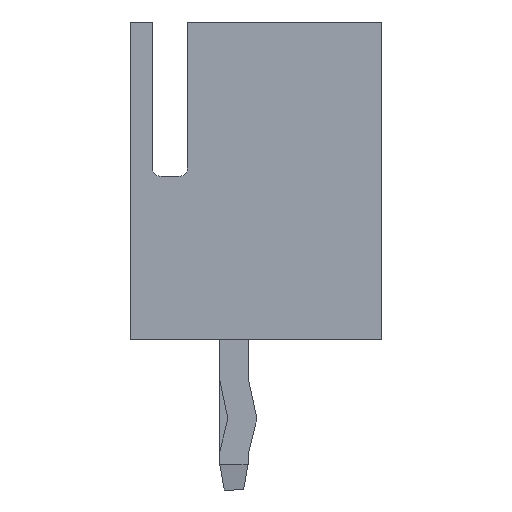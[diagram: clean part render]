
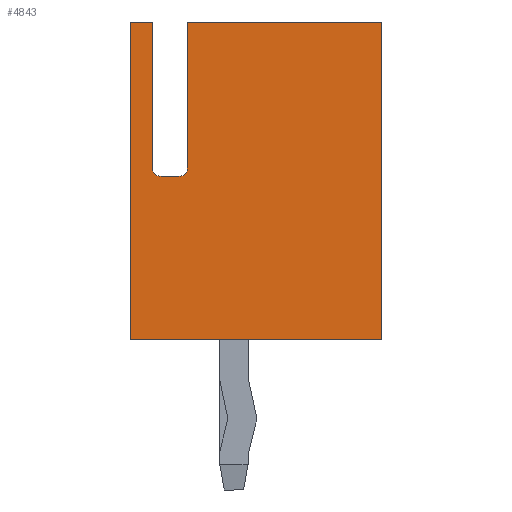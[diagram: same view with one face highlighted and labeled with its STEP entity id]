
A CAD part, left-side view. The second image highlights one B-rep face of the part: STEP entity #4843.
In plain terms, the highlighted planar face has unit normal (-1, 0, 0).
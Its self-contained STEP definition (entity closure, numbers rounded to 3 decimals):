
#37 = CARTESIAN_POINT ( 'NONE',  ( -21.25, 2.85, 7.2 ) ) ;
#69 = EDGE_CURVE ( 'NONE', #3839, #3640, #6033, .T. ) ;
#351 = EDGE_CURVE ( 'NONE', #5960, #3839, #2951, .T. ) ;
#423 = VERTEX_POINT ( 'NONE', #1989 ) ;
#486 = VECTOR ( 'NONE', #6212, 1000. ) ;
#564 = VECTOR ( 'NONE', #4891, 1000. ) ;
#596 = CARTESIAN_POINT ( 'NONE',  ( -21.25, -2.85, 0. ) ) ;
#640 = VERTEX_POINT ( 'NONE', #5166 ) ;
#643 = DIRECTION ( 'NONE',  ( 0., 0., -1. ) ) ;
#739 = ORIENTED_EDGE ( 'NONE', *, *, #2170, .F. ) ;
#974 = VERTEX_POINT ( 'NONE', #37 ) ;
#1021 = DIRECTION ( 'NONE',  ( 0., -1., 0. ) ) ;
#1079 = VECTOR ( 'NONE', #1021, 1000. ) ;
#1101 = AXIS2_PLACEMENT_3D ( 'NONE', #3303, #2823, #4964 ) ;
#1137 = CARTESIAN_POINT ( 'NONE',  ( -21.25, 1.75, 3.9 ) ) ;
#1149 = EDGE_CURVE ( 'NONE', #640, #5714, #2809, .T. ) ;
#1238 = CARTESIAN_POINT ( 'NONE',  ( -21.25, 1.75, 3.7 ) ) ;
#1505 = CARTESIAN_POINT ( 'NONE',  ( -21.25, 2.35, 7.2 ) ) ;
#1764 = VERTEX_POINT ( 'NONE', #3901 ) ;
#1814 = CARTESIAN_POINT ( 'NONE',  ( -21.25, -2.85, 7.2 ) ) ;
#1857 = CARTESIAN_POINT ( 'NONE',  ( -21.25, 2.15, 3.7 ) ) ;
#1920 = ORIENTED_EDGE ( 'NONE', *, *, #69, .F. ) ;
#1989 = CARTESIAN_POINT ( 'NONE',  ( -21.25, 2.35, 7.2 ) ) ;
#2039 = DIRECTION ( 'NONE',  ( -1., 0., 0. ) ) ;
#2088 = ORIENTED_EDGE ( 'NONE', *, *, #2960, .T. ) ;
#2124 = ORIENTED_EDGE ( 'NONE', *, *, #3624, .F. ) ;
#2125 = AXIS2_PLACEMENT_3D ( 'NONE', #3486, #3392, #3877 ) ;
#2170 = EDGE_CURVE ( 'NONE', #423, #1764, #4875, .T. ) ;
#2283 = DIRECTION ( 'NONE',  ( 0., -1., 0. ) ) ;
#2298 = CARTESIAN_POINT ( 'NONE',  ( -21.25, -2.85, 7.2 ) ) ;
#2321 = LINE ( 'NONE', #1814, #3153 ) ;
#2388 = LINE ( 'NONE', #5223, #5747 ) ;
#2415 = ORIENTED_EDGE ( 'NONE', *, *, #4413, .T. ) ;
#2529 = DIRECTION ( 'NONE',  ( 0., 0., -1. ) ) ;
#2648 = VECTOR ( 'NONE', #2283, 1000. ) ;
#2767 = LINE ( 'NONE', #2794, #2648 ) ;
#2788 = EDGE_CURVE ( 'NONE', #2839, #640, #2321, .T. ) ;
#2794 = CARTESIAN_POINT ( 'NONE',  ( -21.25, -2.85, 7.2 ) ) ;
#2809 = LINE ( 'NONE', #2298, #5908 ) ;
#2823 = DIRECTION ( 'NONE',  ( -1., 0., 0. ) ) ;
#2839 = VERTEX_POINT ( 'NONE', #3283 ) ;
#2951 = LINE ( 'NONE', #6368, #1079 ) ;
#2960 = EDGE_CURVE ( 'NONE', #5339, #5714, #3412, .T. ) ;
#3153 = VECTOR ( 'NONE', #5278, 1000. ) ;
#3283 = CARTESIAN_POINT ( 'NONE',  ( -21.25, 1.55, 7.2 ) ) ;
#3303 = CARTESIAN_POINT ( 'NONE',  ( -21.25, 2.15, 3.9 ) ) ;
#3392 = DIRECTION ( 'NONE',  ( 1., 0., 0. ) ) ;
#3412 = LINE ( 'NONE', #5377, #564 ) ;
#3486 = CARTESIAN_POINT ( 'NONE',  ( -21.25, -2.85, 7.2 ) ) ;
#3574 = ORIENTED_EDGE ( 'NONE', *, *, #351, .F. ) ;
#3615 = ORIENTED_EDGE ( 'NONE', *, *, #6333, .F. ) ;
#3624 = EDGE_CURVE ( 'NONE', #974, #423, #2767, .T. ) ;
#3640 = VERTEX_POINT ( 'NONE', #4624 ) ;
#3732 = EDGE_CURVE ( 'NONE', #1764, #5960, #4800, .T. ) ;
#3839 = VERTEX_POINT ( 'NONE', #1238 ) ;
#3877 = DIRECTION ( 'NONE',  ( 0., 0., -1. ) ) ;
#3901 = CARTESIAN_POINT ( 'NONE',  ( -21.25, 2.35, 3.9 ) ) ;
#3917 = ORIENTED_EDGE ( 'NONE', *, *, #2788, .F. ) ;
#4081 = AXIS2_PLACEMENT_3D ( 'NONE', #1137, #2039, #643 ) ;
#4273 = ORIENTED_EDGE ( 'NONE', *, *, #3732, .F. ) ;
#4413 = EDGE_CURVE ( 'NONE', #974, #5339, #6186, .T. ) ;
#4624 = CARTESIAN_POINT ( 'NONE',  ( -21.25, 1.55, 3.9 ) ) ;
#4791 = CARTESIAN_POINT ( 'NONE',  ( -21.25, 2.85, 7.2 ) ) ;
#4800 = CIRCLE ( 'NONE', #1101, 0.2 ) ;
#4832 = DIRECTION ( 'NONE',  ( 0., 0., 1. ) ) ;
#4843 = ADVANCED_FACE ( 'NONE', ( #5359 ), #5482, .F. ) ;
#4875 = LINE ( 'NONE', #1505, #5509 ) ;
#4891 = DIRECTION ( 'NONE',  ( 0., -1., 0. ) ) ;
#4964 = DIRECTION ( 'NONE',  ( 0., 0., 1. ) ) ;
#5111 = EDGE_LOOP ( 'NONE', ( #3917, #3615, #1920, #3574, #4273, #739, #2124, #2415, #2088, #5494 ) ) ;
#5162 = DIRECTION ( 'NONE',  ( 0., 0., -1. ) ) ;
#5166 = CARTESIAN_POINT ( 'NONE',  ( -21.25, -2.85, 7.2 ) ) ;
#5223 = CARTESIAN_POINT ( 'NONE',  ( -21.25, 1.55, 7.2 ) ) ;
#5278 = DIRECTION ( 'NONE',  ( 0., -1., 0. ) ) ;
#5339 = VERTEX_POINT ( 'NONE', #5535 ) ;
#5359 = FACE_OUTER_BOUND ( 'NONE', #5111, .T. ) ;
#5377 = CARTESIAN_POINT ( 'NONE',  ( -21.25, -2.85, 0. ) ) ;
#5482 = PLANE ( 'NONE',  #2125 ) ;
#5494 = ORIENTED_EDGE ( 'NONE', *, *, #1149, .F. ) ;
#5509 = VECTOR ( 'NONE', #2529, 1000. ) ;
#5535 = CARTESIAN_POINT ( 'NONE',  ( -21.25, 2.85, 0. ) ) ;
#5714 = VERTEX_POINT ( 'NONE', #596 ) ;
#5747 = VECTOR ( 'NONE', #4832, 1000. ) ;
#5908 = VECTOR ( 'NONE', #5162, 1000. ) ;
#5960 = VERTEX_POINT ( 'NONE', #1857 ) ;
#6033 = CIRCLE ( 'NONE', #4081, 0.2 ) ;
#6186 = LINE ( 'NONE', #4791, #486 ) ;
#6212 = DIRECTION ( 'NONE',  ( 0., 0., -1. ) ) ;
#6333 = EDGE_CURVE ( 'NONE', #3640, #2839, #2388, .T. ) ;
#6368 = CARTESIAN_POINT ( 'NONE',  ( -21.25, 2.15, 3.7 ) ) ;
